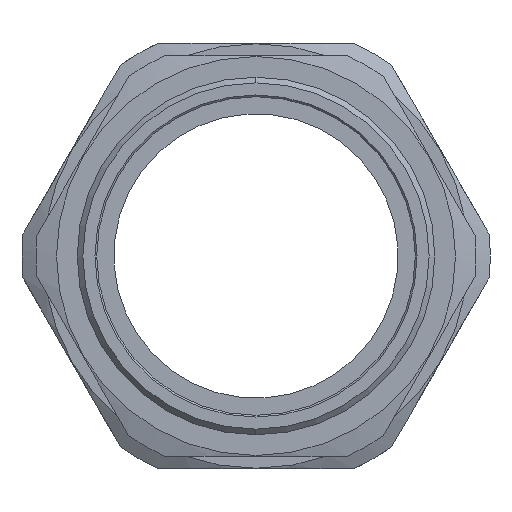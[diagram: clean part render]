
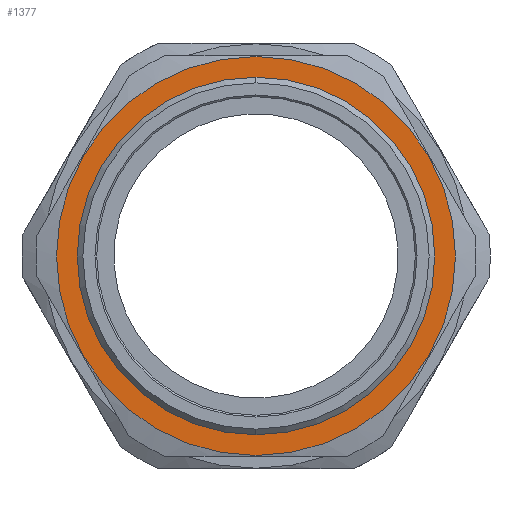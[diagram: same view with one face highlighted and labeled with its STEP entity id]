
A CAD part, left-side view. The second image highlights one B-rep face of the part: STEP entity #1377.
In plain terms, the highlighted planar face has unit normal (-1, 0, 0).
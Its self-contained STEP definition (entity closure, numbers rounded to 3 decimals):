
#1 = DIRECTION ( 'NONE',  ( -1., 0., 0. ) ) ;
#43 = VERTEX_POINT ( 'NONE', #1311 ) ;
#247 = PLANE ( 'NONE',  #500 ) ;
#500 = AXIS2_PLACEMENT_3D ( 'NONE', #1894, #575, #1649 ) ;
#575 = DIRECTION ( 'NONE',  ( 1., 0., 0. ) ) ;
#598 = EDGE_CURVE ( 'NONE', #2377, #43, #952, .T. ) ;
#689 = AXIS2_PLACEMENT_3D ( 'NONE', #1993, #1, #2315 ) ;
#713 = ORIENTED_EDGE ( 'NONE', *, *, #598, .F. ) ;
#718 = CIRCLE ( 'NONE', #689, 31.5 ) ;
#740 = EDGE_LOOP ( 'NONE', ( #3611, #3443 ) ) ;
#850 = CARTESIAN_POINT ( 'NONE',  ( 15., 0., 31.5 ) ) ;
#939 = ORIENTED_EDGE ( 'NONE', *, *, #1762, .F. ) ;
#952 = CIRCLE ( 'NONE', #3164, 35.15 ) ;
#1311 = CARTESIAN_POINT ( 'NONE',  ( 15., 0., -35.15 ) ) ;
#1377 = ADVANCED_FACE ( 'NONE', ( #2767, #3495 ), #247, .F. ) ;
#1480 = CARTESIAN_POINT ( 'NONE',  ( 15., 0., 0. ) ) ;
#1546 = CIRCLE ( 'NONE', #3874, 35.15 ) ;
#1649 = DIRECTION ( 'NONE',  ( 0., 0., -1. ) ) ;
#1660 = VERTEX_POINT ( 'NONE', #850 ) ;
#1751 = CARTESIAN_POINT ( 'NONE',  ( 15., 0., -31.5 ) ) ;
#1762 = EDGE_CURVE ( 'NONE', #43, #2377, #1546, .T. ) ;
#1803 = DIRECTION ( 'NONE',  ( 0., 0., 1. ) ) ;
#1894 = CARTESIAN_POINT ( 'NONE',  ( 15., 0., -39.275 ) ) ;
#1944 = DIRECTION ( 'NONE',  ( 1., 0., 0. ) ) ;
#1970 = CARTESIAN_POINT ( 'NONE',  ( 15., 0., 0. ) ) ;
#1993 = CARTESIAN_POINT ( 'NONE',  ( 15., 0., 0. ) ) ;
#2190 = EDGE_CURVE ( 'NONE', #1660, #3531, #718, .T. ) ;
#2295 = DIRECTION ( 'NONE',  ( 0., 0., -1. ) ) ;
#2315 = DIRECTION ( 'NONE',  ( 0., 0., 1. ) ) ;
#2377 = VERTEX_POINT ( 'NONE', #3995 ) ;
#2767 = FACE_OUTER_BOUND ( 'NONE', #4209, .T. ) ;
#3164 = AXIS2_PLACEMENT_3D ( 'NONE', #1970, #4185, #2295 ) ;
#3352 = CIRCLE ( 'NONE', #3965, 31.5 ) ;
#3443 = ORIENTED_EDGE ( 'NONE', *, *, #2190, .F. ) ;
#3495 = FACE_BOUND ( 'NONE', #740, .T. ) ;
#3531 = VERTEX_POINT ( 'NONE', #1751 ) ;
#3611 = ORIENTED_EDGE ( 'NONE', *, *, #3615, .F. ) ;
#3615 = EDGE_CURVE ( 'NONE', #3531, #1660, #3352, .T. ) ;
#3715 = DIRECTION ( 'NONE',  ( -1., 0., 0. ) ) ;
#3847 = CARTESIAN_POINT ( 'NONE',  ( 15., 0., 0. ) ) ;
#3874 = AXIS2_PLACEMENT_3D ( 'NONE', #3847, #1944, #4171 ) ;
#3965 = AXIS2_PLACEMENT_3D ( 'NONE', #1480, #3715, #1803 ) ;
#3995 = CARTESIAN_POINT ( 'NONE',  ( 15., 0., 35.15 ) ) ;
#4171 = DIRECTION ( 'NONE',  ( 0., 0., -1. ) ) ;
#4185 = DIRECTION ( 'NONE',  ( 1., 0., 0. ) ) ;
#4209 = EDGE_LOOP ( 'NONE', ( #939, #713 ) ) ;
